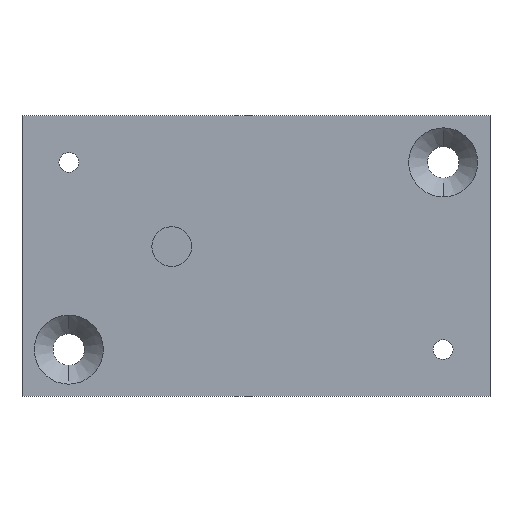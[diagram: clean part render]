
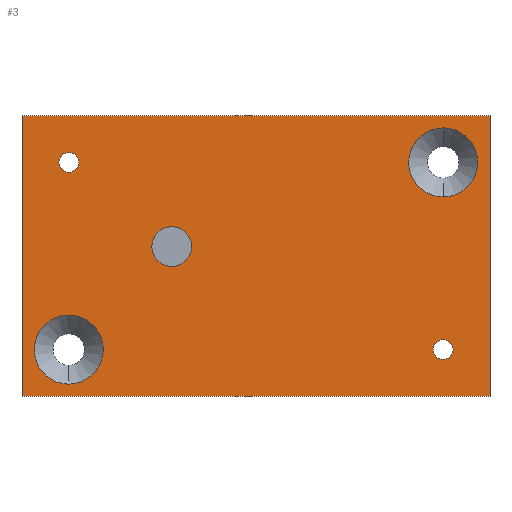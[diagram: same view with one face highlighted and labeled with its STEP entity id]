
A CAD part, front view. The second image highlights one B-rep face of the part: STEP entity #3.
In plain terms, the highlighted planar face has unit normal (0, -1, 0).
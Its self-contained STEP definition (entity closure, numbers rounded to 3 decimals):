
#3 = ADVANCED_FACE ( 'NONE', ( #15, #16, #17, #18, #19, #20 ), #42, .F. ) ;
#4 = ORIENTED_EDGE ( 'NONE', *, *, #33, .F. ) ;
#5 = EDGE_CURVE ( 'NONE', #694, #239, #54, .T. ) ;
#15 = FACE_BOUND ( 'NONE', #721, .T. ) ;
#16 = FACE_BOUND ( 'NONE', #706, .T. ) ;
#17 = FACE_BOUND ( 'NONE', #438, .T. ) ;
#18 = FACE_BOUND ( 'NONE', #531, .T. ) ;
#19 = FACE_BOUND ( 'NONE', #616, .T. ) ;
#20 = FACE_OUTER_BOUND ( 'NONE', #717, .T. ) ;
#30 = VERTEX_POINT ( 'NONE', #130 ) ;
#32 = ORIENTED_EDGE ( 'NONE', *, *, #35, .F. ) ;
#33 = EDGE_CURVE ( 'NONE', #740, #619, #141, .T. ) ;
#35 = EDGE_CURVE ( 'NONE', #619, #740, #146, .T. ) ;
#42 = PLANE ( 'NONE',  #43 ) ;
#43 = AXIS2_PLACEMENT_3D ( 'NONE', #44, #45, #46 ) ;
#44 = CARTESIAN_POINT ( 'NONE',  ( -50., 0., 30. ) ) ;
#45 = DIRECTION ( 'NONE',  ( 0., 1., 0. ) ) ;
#46 = DIRECTION ( 'NONE',  ( 0., 0., 1. ) ) ;
#52 = ORIENTED_EDGE ( 'NONE', *, *, #606, .F. ) ;
#54 = CIRCLE ( 'NONE', #55, 2.1 ) ;
#55 = AXIS2_PLACEMENT_3D ( 'NONE', #56, #57, #58 ) ;
#56 = CARTESIAN_POINT ( 'NONE',  ( -40., 0., 20. ) ) ;
#57 = DIRECTION ( 'NONE',  ( 0., -1., 0. ) ) ;
#58 = DIRECTION ( 'NONE',  ( 0., 0., -1. ) ) ;
#79 = CARTESIAN_POINT ( 'NONE',  ( -40., 0., -12.625 ) ) ;
#102 = EDGE_CURVE ( 'NONE', #753, #739, #173, .T. ) ;
#103 = EDGE_CURVE ( 'NONE', #30, #705, #203, .T. ) ;
#117 = CARTESIAN_POINT ( 'NONE',  ( 40., 0., -22.1 ) ) ;
#130 = CARTESIAN_POINT ( 'NONE',  ( 50., 0., 30. ) ) ;
#141 = CIRCLE ( 'NONE', #142, 2.1 ) ;
#142 = AXIS2_PLACEMENT_3D ( 'NONE', #143, #144, #145 ) ;
#143 = CARTESIAN_POINT ( 'NONE',  ( 40., 0., -20. ) ) ;
#144 = DIRECTION ( 'NONE',  ( 0., -1., 0. ) ) ;
#145 = DIRECTION ( 'NONE',  ( 0., 0., -1. ) ) ;
#146 = CIRCLE ( 'NONE', #147, 2.1 ) ;
#147 = AXIS2_PLACEMENT_3D ( 'NONE', #148, #149, #150 ) ;
#148 = CARTESIAN_POINT ( 'NONE',  ( 40., 0., -20. ) ) ;
#149 = DIRECTION ( 'NONE',  ( 0., -1., 0. ) ) ;
#150 = DIRECTION ( 'NONE',  ( 0., 0., -1. ) ) ;
#162 = CIRCLE ( 'NONE', #163, 7.375 ) ;
#163 = AXIS2_PLACEMENT_3D ( 'NONE', #164, #165, #166 ) ;
#164 = CARTESIAN_POINT ( 'NONE',  ( -40., 0., -20. ) ) ;
#165 = DIRECTION ( 'NONE',  ( 0., 1., 0. ) ) ;
#166 = DIRECTION ( 'NONE',  ( 0., 0., 1. ) ) ;
#173 = CIRCLE ( 'NONE', #174, 7.375 ) ;
#174 = AXIS2_PLACEMENT_3D ( 'NONE', #175, #176, #177 ) ;
#175 = CARTESIAN_POINT ( 'NONE',  ( -40., 0., -20. ) ) ;
#176 = DIRECTION ( 'NONE',  ( 0., 1., 0. ) ) ;
#177 = DIRECTION ( 'NONE',  ( 0., 0., 1. ) ) ;
#203 = LINE ( 'NONE', #204, #205 ) ;
#204 = CARTESIAN_POINT ( 'NONE',  ( 50., 0., -30. ) ) ;
#205 = VECTOR ( 'NONE', #206, 1000. ) ;
#206 = DIRECTION ( 'NONE',  ( 0., 0., -1. ) ) ;
#220 = CARTESIAN_POINT ( 'NONE',  ( -18., 0., 6.25 ) ) ;
#232 = LINE ( 'NONE', #233, #234 ) ;
#233 = CARTESIAN_POINT ( 'NONE',  ( -50., 0., -30. ) ) ;
#234 = VECTOR ( 'NONE', #235, 1000. ) ;
#235 = DIRECTION ( 'NONE',  ( 0., 0., 1. ) ) ;
#236 = CIRCLE ( 'NONE', #237, 4.25 ) ;
#237 = AXIS2_PLACEMENT_3D ( 'NONE', #242, #243, #244 ) ;
#239 = VERTEX_POINT ( 'NONE', #319 ) ;
#242 = CARTESIAN_POINT ( 'NONE',  ( -18., 0., 2. ) ) ;
#243 = DIRECTION ( 'NONE',  ( 0., -1., 0. ) ) ;
#244 = DIRECTION ( 'NONE',  ( 0., 0., -1. ) ) ;
#273 = CARTESIAN_POINT ( 'NONE',  ( 40., 0., -17.9 ) ) ;
#285 = CARTESIAN_POINT ( 'NONE',  ( 40., 0., 27.375 ) ) ;
#297 = LINE ( 'NONE', #298, #299 ) ;
#298 = CARTESIAN_POINT ( 'NONE',  ( -50., 0., -30. ) ) ;
#299 = VECTOR ( 'NONE', #300, 1000. ) ;
#300 = DIRECTION ( 'NONE',  ( -1., 0., 0. ) ) ;
#301 = CARTESIAN_POINT ( 'NONE',  ( -40., 0., -27.375 ) ) ;
#315 = ORIENTED_EDGE ( 'NONE', *, *, #692, .T. ) ;
#319 = CARTESIAN_POINT ( 'NONE',  ( -40., 0., 22.1 ) ) ;
#320 = CARTESIAN_POINT ( 'NONE',  ( -50., 0., -30. ) ) ;
#352 = EDGE_CURVE ( 'NONE', #239, #694, #405, .T. ) ;
#370 = ORIENTED_EDGE ( 'NONE', *, *, #666, .F. ) ;
#405 = CIRCLE ( 'NONE', #406, 2.1 ) ;
#406 = AXIS2_PLACEMENT_3D ( 'NONE', #407, #408, #409 ) ;
#407 = CARTESIAN_POINT ( 'NONE',  ( -40., 0., 20. ) ) ;
#408 = DIRECTION ( 'NONE',  ( 0., -1., 0. ) ) ;
#409 = DIRECTION ( 'NONE',  ( 0., 0., -1. ) ) ;
#411 = CARTESIAN_POINT ( 'NONE',  ( -50., 0., 30. ) ) ;
#422 = LINE ( 'NONE', #423, #424 ) ;
#423 = CARTESIAN_POINT ( 'NONE',  ( -50., 0., 30. ) ) ;
#424 = VECTOR ( 'NONE', #425, 1000. ) ;
#425 = DIRECTION ( 'NONE',  ( 1., 0., 0. ) ) ;
#438 = EDGE_LOOP ( 'NONE', ( #52, #370 ) ) ;
#455 = CARTESIAN_POINT ( 'NONE',  ( -18., 0., -2.25 ) ) ;
#462 = ORIENTED_EDGE ( 'NONE', *, *, #103, .F. ) ;
#469 = CIRCLE ( 'NONE', #470, 7.375 ) ;
#470 = AXIS2_PLACEMENT_3D ( 'NONE', #471, #472, #473 ) ;
#471 = CARTESIAN_POINT ( 'NONE',  ( 40., 0., 20. ) ) ;
#472 = DIRECTION ( 'NONE',  ( 0., 1., 0. ) ) ;
#473 = DIRECTION ( 'NONE',  ( 0., 0., 1. ) ) ;
#491 = CARTESIAN_POINT ( 'NONE',  ( -40., 0., 17.9 ) ) ;
#492 = CARTESIAN_POINT ( 'NONE',  ( 40., 0., 12.625 ) ) ;
#531 = EDGE_LOOP ( 'NONE', ( #708, #698 ) ) ;
#551 = CIRCLE ( 'NONE', #552, 7.375 ) ;
#552 = AXIS2_PLACEMENT_3D ( 'NONE', #553, #554, #555 ) ;
#553 = CARTESIAN_POINT ( 'NONE',  ( 40., 0., 20. ) ) ;
#554 = DIRECTION ( 'NONE',  ( 0., 1., 0. ) ) ;
#555 = DIRECTION ( 'NONE',  ( 0., 0., 1. ) ) ;
#562 = CARTESIAN_POINT ( 'NONE',  ( 50., 0., -30. ) ) ;
#563 = CIRCLE ( 'NONE', #564, 4.25 ) ;
#564 = AXIS2_PLACEMENT_3D ( 'NONE', #565, #566, #572 ) ;
#565 = CARTESIAN_POINT ( 'NONE',  ( -18., 0., 2. ) ) ;
#566 = DIRECTION ( 'NONE',  ( 0., -1., 0. ) ) ;
#571 = ORIENTED_EDGE ( 'NONE', *, *, #728, .F. ) ;
#572 = DIRECTION ( 'NONE',  ( 0., 0., -1. ) ) ;
#606 = EDGE_CURVE ( 'NONE', #687, #663, #563, .T. ) ;
#616 = EDGE_LOOP ( 'NONE', ( #4, #32 ) ) ;
#619 = VERTEX_POINT ( 'NONE', #273 ) ;
#621 = VERTEX_POINT ( 'NONE', #285 ) ;
#640 = ORIENTED_EDGE ( 'NONE', *, *, #102, .T. ) ;
#658 = EDGE_CURVE ( 'NONE', #739, #753, #162, .T. ) ;
#659 = ORIENTED_EDGE ( 'NONE', *, *, #658, .T. ) ;
#663 = VERTEX_POINT ( 'NONE', #220 ) ;
#665 = EDGE_CURVE ( 'NONE', #719, #684, #232, .T. ) ;
#666 = EDGE_CURVE ( 'NONE', #663, #687, #236, .T. ) ;
#671 = ORIENTED_EDGE ( 'NONE', *, *, #703, .T. ) ;
#673 = EDGE_CURVE ( 'NONE', #705, #719, #297, .T. ) ;
#684 = VERTEX_POINT ( 'NONE', #411 ) ;
#687 = VERTEX_POINT ( 'NONE', #455 ) ;
#692 = EDGE_CURVE ( 'NONE', #621, #696, #469, .T. ) ;
#694 = VERTEX_POINT ( 'NONE', #491 ) ;
#696 = VERTEX_POINT ( 'NONE', #492 ) ;
#698 = ORIENTED_EDGE ( 'NONE', *, *, #352, .F. ) ;
#700 = ORIENTED_EDGE ( 'NONE', *, *, #665, .F. ) ;
#703 = EDGE_CURVE ( 'NONE', #696, #621, #551, .T. ) ;
#705 = VERTEX_POINT ( 'NONE', #562 ) ;
#706 = EDGE_LOOP ( 'NONE', ( #640, #659 ) ) ;
#708 = ORIENTED_EDGE ( 'NONE', *, *, #5, .F. ) ;
#717 = EDGE_LOOP ( 'NONE', ( #700, #743, #462, #571 ) ) ;
#719 = VERTEX_POINT ( 'NONE', #320 ) ;
#721 = EDGE_LOOP ( 'NONE', ( #671, #315 ) ) ;
#728 = EDGE_CURVE ( 'NONE', #684, #30, #422, .T. ) ;
#739 = VERTEX_POINT ( 'NONE', #79 ) ;
#740 = VERTEX_POINT ( 'NONE', #117 ) ;
#743 = ORIENTED_EDGE ( 'NONE', *, *, #673, .F. ) ;
#753 = VERTEX_POINT ( 'NONE', #301 ) ;
